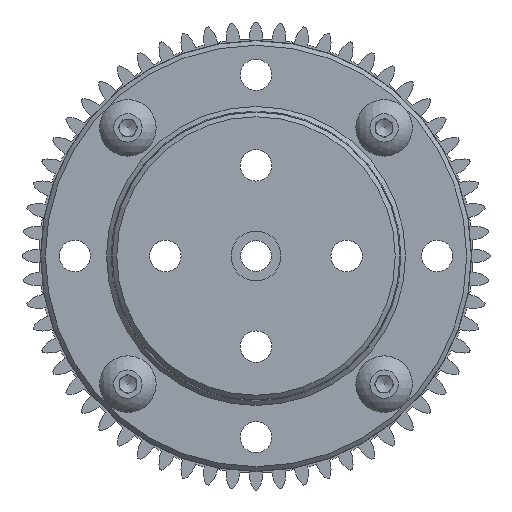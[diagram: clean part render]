
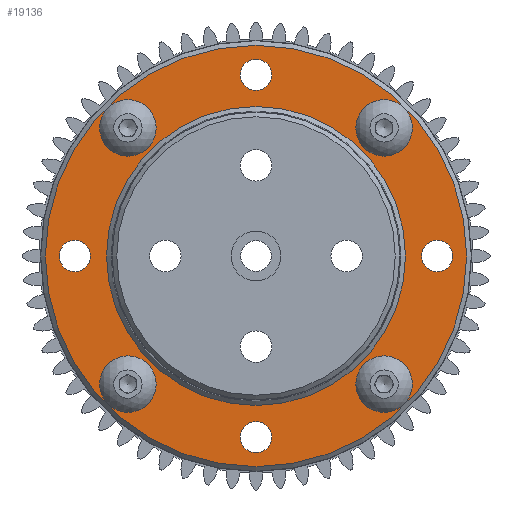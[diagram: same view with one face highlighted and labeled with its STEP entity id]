
A CAD part, front view. The second image highlights one B-rep face of the part: STEP entity #19136.
In plain terms, the highlighted face is planar.
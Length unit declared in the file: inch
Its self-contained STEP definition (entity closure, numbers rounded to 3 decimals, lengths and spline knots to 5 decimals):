
#251=FACE_BOUND('',#5889,.T.);
#252=FACE_BOUND('',#5890,.T.);
#253=FACE_BOUND('',#5891,.T.);
#254=FACE_BOUND('',#5892,.T.);
#255=FACE_BOUND('',#5893,.T.);
#256=FACE_BOUND('',#5894,.T.);
#257=FACE_BOUND('',#5895,.T.);
#258=FACE_BOUND('',#5896,.T.);
#259=FACE_BOUND('',#5897,.T.);
#562=PLANE('',#21803);
#4799=FACE_OUTER_BOUND('',#5888,.T.);
#5888=EDGE_LOOP('',(#18029,#18030));
#5889=EDGE_LOOP('',(#18031,#18032));
#5890=EDGE_LOOP('',(#18033,#18034));
#5891=EDGE_LOOP('',(#18035,#18036));
#5892=EDGE_LOOP('',(#18037,#18038));
#5893=EDGE_LOOP('',(#18039,#18040));
#5894=EDGE_LOOP('',(#18041,#18042));
#5895=EDGE_LOOP('',(#18043,#18044));
#5896=EDGE_LOOP('',(#18045,#18046));
#5897=EDGE_LOOP('',(#18047,#18048));
#7301=CIRCLE('',#21551,0.08661);
#7302=CIRCLE('',#21552,0.08661);
#7305=CIRCLE('',#21556,0.08661);
#7306=CIRCLE('',#21557,0.08661);
#7309=CIRCLE('',#21561,0.08661);
#7310=CIRCLE('',#21562,0.08661);
#7313=CIRCLE('',#21566,0.08661);
#7314=CIRCLE('',#21567,0.08661);
#7317=CIRCLE('',#21571,0.08661);
#7318=CIRCLE('',#21572,0.08661);
#7321=CIRCLE('',#21576,0.08661);
#7322=CIRCLE('',#21577,0.08661);
#7325=CIRCLE('',#21581,0.08661);
#7326=CIRCLE('',#21582,0.08661);
#7329=CIRCLE('',#21586,0.08661);
#7330=CIRCLE('',#21587,0.08661);
#7333=CIRCLE('',#21591,0.825);
#7334=CIRCLE('',#21592,0.825);
#7338=CIRCLE('',#21597,1.16282);
#7339=CIRCLE('',#21598,1.16282);
#9200=VERTEX_POINT('',#33844);
#9201=VERTEX_POINT('',#33845);
#9204=VERTEX_POINT('',#33854);
#9205=VERTEX_POINT('',#33855);
#9208=VERTEX_POINT('',#33864);
#9209=VERTEX_POINT('',#33865);
#9212=VERTEX_POINT('',#33874);
#9213=VERTEX_POINT('',#33875);
#9216=VERTEX_POINT('',#33884);
#9217=VERTEX_POINT('',#33885);
#9220=VERTEX_POINT('',#33894);
#9221=VERTEX_POINT('',#33895);
#9224=VERTEX_POINT('',#33904);
#9225=VERTEX_POINT('',#33905);
#9228=VERTEX_POINT('',#33914);
#9229=VERTEX_POINT('',#33915);
#9232=VERTEX_POINT('',#33924);
#9233=VERTEX_POINT('',#33925);
#9238=VERTEX_POINT('',#33937);
#9239=VERTEX_POINT('',#33939);
#12003=EDGE_CURVE('',#9200,#9201,#7301,.T.);
#12004=EDGE_CURVE('',#9201,#9200,#7302,.T.);
#12008=EDGE_CURVE('',#9204,#9205,#7305,.T.);
#12009=EDGE_CURVE('',#9205,#9204,#7306,.T.);
#12013=EDGE_CURVE('',#9208,#9209,#7309,.T.);
#12014=EDGE_CURVE('',#9209,#9208,#7310,.T.);
#12018=EDGE_CURVE('',#9212,#9213,#7313,.T.);
#12019=EDGE_CURVE('',#9213,#9212,#7314,.T.);
#12023=EDGE_CURVE('',#9216,#9217,#7317,.T.);
#12024=EDGE_CURVE('',#9217,#9216,#7318,.T.);
#12028=EDGE_CURVE('',#9220,#9221,#7321,.T.);
#12029=EDGE_CURVE('',#9221,#9220,#7322,.T.);
#12033=EDGE_CURVE('',#9224,#9225,#7325,.T.);
#12034=EDGE_CURVE('',#9225,#9224,#7326,.T.);
#12038=EDGE_CURVE('',#9228,#9229,#7329,.T.);
#12039=EDGE_CURVE('',#9229,#9228,#7330,.T.);
#12043=EDGE_CURVE('',#9232,#9233,#7333,.T.);
#12044=EDGE_CURVE('',#9233,#9232,#7334,.T.);
#12050=EDGE_CURVE('',#9239,#9238,#7338,.T.);
#12051=EDGE_CURVE('',#9238,#9239,#7339,.T.);
#18029=ORIENTED_EDGE('',*,*,#12050,.T.);
#18030=ORIENTED_EDGE('',*,*,#12051,.T.);
#18031=ORIENTED_EDGE('',*,*,#12008,.T.);
#18032=ORIENTED_EDGE('',*,*,#12009,.T.);
#18033=ORIENTED_EDGE('',*,*,#12013,.T.);
#18034=ORIENTED_EDGE('',*,*,#12014,.T.);
#18035=ORIENTED_EDGE('',*,*,#12018,.T.);
#18036=ORIENTED_EDGE('',*,*,#12019,.T.);
#18037=ORIENTED_EDGE('',*,*,#12023,.T.);
#18038=ORIENTED_EDGE('',*,*,#12024,.T.);
#18039=ORIENTED_EDGE('',*,*,#12028,.T.);
#18040=ORIENTED_EDGE('',*,*,#12029,.T.);
#18041=ORIENTED_EDGE('',*,*,#12033,.T.);
#18042=ORIENTED_EDGE('',*,*,#12034,.T.);
#18043=ORIENTED_EDGE('',*,*,#12038,.T.);
#18044=ORIENTED_EDGE('',*,*,#12039,.T.);
#18045=ORIENTED_EDGE('',*,*,#12043,.T.);
#18046=ORIENTED_EDGE('',*,*,#12044,.T.);
#18047=ORIENTED_EDGE('',*,*,#12003,.T.);
#18048=ORIENTED_EDGE('',*,*,#12004,.T.);
#19136=ADVANCED_FACE('',(#4799,#251,#252,#253,#254,#255,#256,#257,#258,
#259),#562,.T.);
#21551=AXIS2_PLACEMENT_3D('',#33846,#27510,#27511);
#21552=AXIS2_PLACEMENT_3D('',#33847,#27512,#27513);
#21556=AXIS2_PLACEMENT_3D('',#33856,#27521,#27522);
#21557=AXIS2_PLACEMENT_3D('',#33857,#27523,#27524);
#21561=AXIS2_PLACEMENT_3D('',#33866,#27532,#27533);
#21562=AXIS2_PLACEMENT_3D('',#33867,#27534,#27535);
#21566=AXIS2_PLACEMENT_3D('',#33876,#27543,#27544);
#21567=AXIS2_PLACEMENT_3D('',#33877,#27545,#27546);
#21571=AXIS2_PLACEMENT_3D('',#33886,#27554,#27555);
#21572=AXIS2_PLACEMENT_3D('',#33887,#27556,#27557);
#21576=AXIS2_PLACEMENT_3D('',#33896,#27565,#27566);
#21577=AXIS2_PLACEMENT_3D('',#33897,#27567,#27568);
#21581=AXIS2_PLACEMENT_3D('',#33906,#27576,#27577);
#21582=AXIS2_PLACEMENT_3D('',#33907,#27578,#27579);
#21586=AXIS2_PLACEMENT_3D('',#33916,#27587,#27588);
#21587=AXIS2_PLACEMENT_3D('',#33917,#27589,#27590);
#21591=AXIS2_PLACEMENT_3D('',#33926,#27598,#27599);
#21592=AXIS2_PLACEMENT_3D('',#33927,#27600,#27601);
#21597=AXIS2_PLACEMENT_3D('',#33940,#27612,#27613);
#21598=AXIS2_PLACEMENT_3D('',#33941,#27614,#27615);
#21803=AXIS2_PLACEMENT_3D('',#34432,#28147,#28148);
#27510=DIRECTION('center_axis',(0.,-1.,0.));
#27511=DIRECTION('ref_axis',(0.,0.,-1.));
#27512=DIRECTION('center_axis',(0.,-1.,0.));
#27513=DIRECTION('ref_axis',(0.,0.,-1.));
#27521=DIRECTION('center_axis',(0.,-1.,0.));
#27522=DIRECTION('ref_axis',(0.,0.,-1.));
#27523=DIRECTION('center_axis',(0.,-1.,0.));
#27524=DIRECTION('ref_axis',(0.,0.,-1.));
#27532=DIRECTION('center_axis',(0.,-1.,0.));
#27533=DIRECTION('ref_axis',(0.,0.,-1.));
#27534=DIRECTION('center_axis',(0.,-1.,0.));
#27535=DIRECTION('ref_axis',(0.,0.,-1.));
#27543=DIRECTION('center_axis',(0.,-1.,0.));
#27544=DIRECTION('ref_axis',(0.,0.,-1.));
#27545=DIRECTION('center_axis',(0.,-1.,0.));
#27546=DIRECTION('ref_axis',(0.,0.,-1.));
#27554=DIRECTION('center_axis',(0.,-1.,0.));
#27555=DIRECTION('ref_axis',(0.,0.,-1.));
#27556=DIRECTION('center_axis',(0.,-1.,0.));
#27557=DIRECTION('ref_axis',(0.,0.,-1.));
#27565=DIRECTION('center_axis',(0.,-1.,0.));
#27566=DIRECTION('ref_axis',(0.,0.,-1.));
#27567=DIRECTION('center_axis',(0.,-1.,0.));
#27568=DIRECTION('ref_axis',(0.,0.,-1.));
#27576=DIRECTION('center_axis',(0.,-1.,0.));
#27577=DIRECTION('ref_axis',(0.,0.,-1.));
#27578=DIRECTION('center_axis',(0.,-1.,0.));
#27579=DIRECTION('ref_axis',(0.,0.,-1.));
#27587=DIRECTION('center_axis',(0.,-1.,0.));
#27588=DIRECTION('ref_axis',(0.,0.,-1.));
#27589=DIRECTION('center_axis',(0.,-1.,0.));
#27590=DIRECTION('ref_axis',(0.,0.,-1.));
#27598=DIRECTION('center_axis',(0.,-1.,0.));
#27599=DIRECTION('ref_axis',(0.,0.,-1.));
#27600=DIRECTION('center_axis',(0.,-1.,0.));
#27601=DIRECTION('ref_axis',(0.,0.,-1.));
#27612=DIRECTION('center_axis',(0.,1.,0.));
#27613=DIRECTION('ref_axis',(0.,0.,-1.));
#27614=DIRECTION('center_axis',(0.,1.,0.));
#27615=DIRECTION('ref_axis',(0.,0.,-1.));
#28147=DIRECTION('center_axis',(0.,1.,0.));
#28148=DIRECTION('ref_axis',(0.,0.,1.));
#33844=CARTESIAN_POINT('',(1.,0.,-0.08661));
#33845=CARTESIAN_POINT('',(1.,0.,0.08661));
#33846=CARTESIAN_POINT('Origin',(1.,0.,0.));
#33847=CARTESIAN_POINT('Origin',(1.,0.,0.));
#33854=CARTESIAN_POINT('',(0.70711,0.,-0.79372));
#33855=CARTESIAN_POINT('',(0.70711,0.,-0.62049));
#33856=CARTESIAN_POINT('Origin',(0.70711,0.,-0.70711));
#33857=CARTESIAN_POINT('Origin',(0.70711,0.,-0.70711));
#33864=CARTESIAN_POINT('',(0.,0.,-1.08661));
#33865=CARTESIAN_POINT('',(0.,0.,-0.91339));
#33866=CARTESIAN_POINT('Origin',(0.,0.,-1.));
#33867=CARTESIAN_POINT('Origin',(0.,0.,-1.));
#33874=CARTESIAN_POINT('',(-0.70711,0.,-0.79372));
#33875=CARTESIAN_POINT('',(-0.70711,0.,-0.62049));
#33876=CARTESIAN_POINT('Origin',(-0.70711,0.,-0.70711));
#33877=CARTESIAN_POINT('Origin',(-0.70711,0.,-0.70711));
#33884=CARTESIAN_POINT('',(-1.,0.,-0.08661));
#33885=CARTESIAN_POINT('',(-1.,0.,0.08661));
#33886=CARTESIAN_POINT('Origin',(-1.,0.,0.));
#33887=CARTESIAN_POINT('Origin',(-1.,0.,0.));
#33894=CARTESIAN_POINT('',(-0.70711,0.,0.62049));
#33895=CARTESIAN_POINT('',(-0.70711,0.,0.79372));
#33896=CARTESIAN_POINT('Origin',(-0.70711,0.,0.70711));
#33897=CARTESIAN_POINT('Origin',(-0.70711,0.,0.70711));
#33904=CARTESIAN_POINT('',(0.,0.,0.91339));
#33905=CARTESIAN_POINT('',(0.,0.,1.08661));
#33906=CARTESIAN_POINT('Origin',(0.,0.,1.));
#33907=CARTESIAN_POINT('Origin',(0.,0.,1.));
#33914=CARTESIAN_POINT('',(0.70711,0.,0.62049));
#33915=CARTESIAN_POINT('',(0.70711,0.,0.79372));
#33916=CARTESIAN_POINT('Origin',(0.70711,0.,0.70711));
#33917=CARTESIAN_POINT('Origin',(0.70711,0.,0.70711));
#33924=CARTESIAN_POINT('',(0.,0.,
-0.825));
#33925=CARTESIAN_POINT('',(0.,0.,
0.825));
#33926=CARTESIAN_POINT('Origin',(0.,0.,
0.));
#33927=CARTESIAN_POINT('Origin',(0.,0.,
0.));
#33937=CARTESIAN_POINT('',(0.,0.,1.16282));
#33939=CARTESIAN_POINT('',(0.,0.,-1.16282));
#33940=CARTESIAN_POINT('Origin',(0.,0.,
0.));
#33941=CARTESIAN_POINT('Origin',(0.,0.,
0.));
#34432=CARTESIAN_POINT('Origin',(-0.8,0.,0.));
